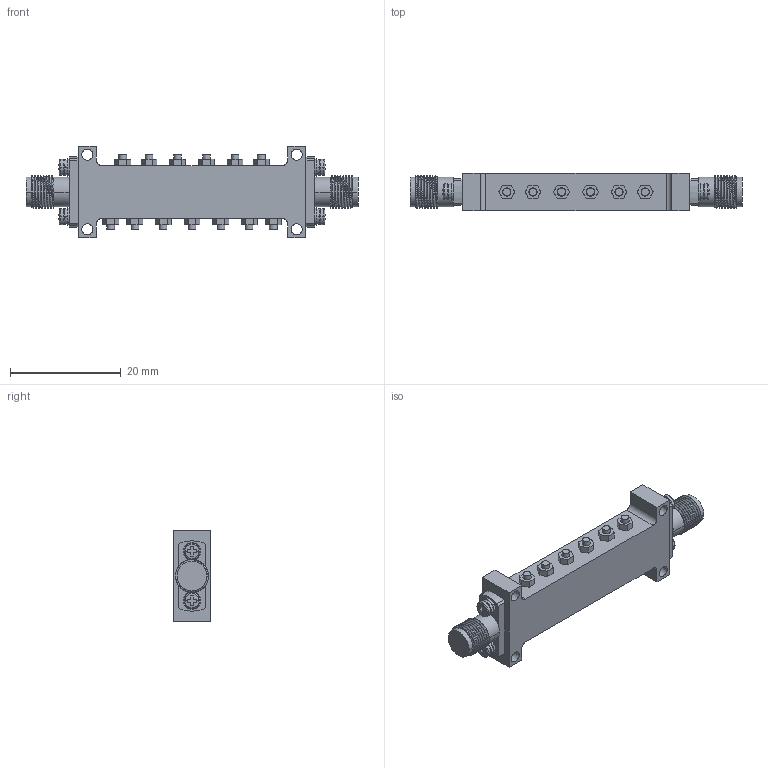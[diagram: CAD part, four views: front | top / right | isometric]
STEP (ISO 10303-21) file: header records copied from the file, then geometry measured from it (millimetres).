
FILE_DESCRIPTION (( 'STEP AP214' ), '1' );
FILE_NAME ('CF-BA-X2.STEP', '2025-10-09T16:40:28', ( '' ), ( '' ), 'SwSTEP 2.0', 'SolidWorks 2021', '' );
FILE_SCHEMA (( 'AUTOMOTIVE_DESIGN' ));
Length unit declared in the file: inch
Products named in the file (1): CF-BA-X2
Bounding box: 60 x 6.8 x 16.5 mm (x, y, z)
Volume: 3559.8 mm3; surface area: 3017.3 mm2
Topology: 6 solids, 14 shells, 632 faces, 1564 edges, 990 vertices
Faces by surface type: plane 244, cylinder 186, cone 158, torus 24, bspline 12, sphere 8
Entity records: 30488 total; most frequent: CARTESIAN_POINT 7197, DIRECTION 3160, ORIENTED_EDGE 3128, EDGE_CURVE 1564, AXIS2_PLACEMENT_3D 1223, VERTEX_POINT 990, VECTOR 714, LINE 714
